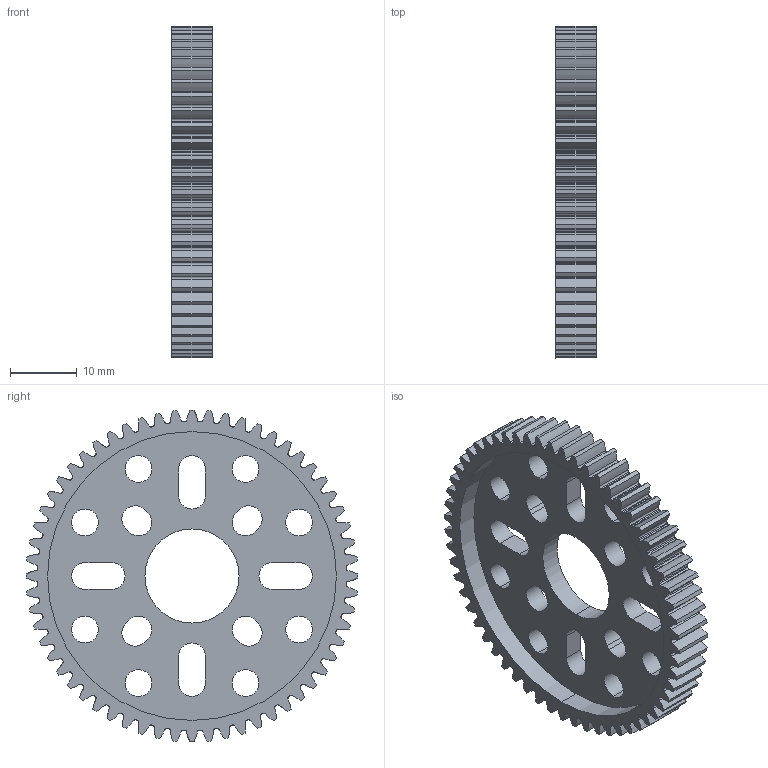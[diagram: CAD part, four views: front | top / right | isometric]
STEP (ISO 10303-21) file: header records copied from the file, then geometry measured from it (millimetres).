
FILE_DESCRIPTION (( 'STEP AP203' ), '1' );
FILE_NAME ('2302-0014-0060.STEP', '2017-04-06T19:51:04', ( '' ), ( '' ), 'SwSTEP 2.0', 'SolidWorks 2016', '' );
FILE_SCHEMA (( 'CONFIG_CONTROL_DESIGN' ));
Length unit declared in the file: millimetre
Products named in the file (1): 2302-0014-0060
Bounding box: 6 x 49.6 x 49.6 mm (x, y, z)
Volume: 5147.5 mm3; surface area: 5735.8 mm2
Topology: 1 solids, 1 shells, 446 faces, 1329 edges, 886 vertices
Faces by surface type: cylinder 307, bspline 120, plane 19
Entity records: 19612 total; most frequent: CARTESIAN_POINT 7702, ORIENTED_EDGE 2658, DIRECTION 2357, EDGE_CURVE 1329, AXIS2_PLACEMENT_3D 941, VERTEX_POINT 886, CIRCLE 614, EDGE_LOOP 481
